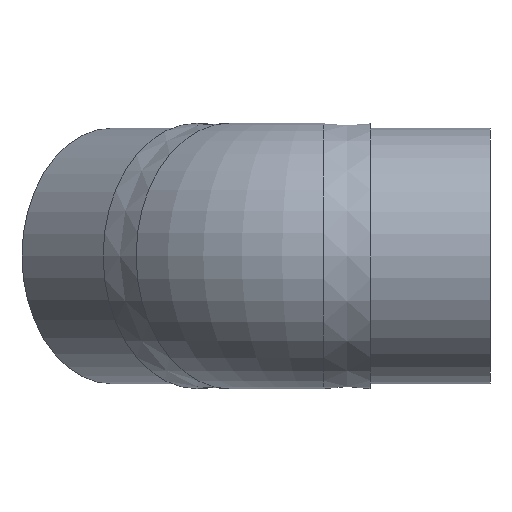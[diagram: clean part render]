
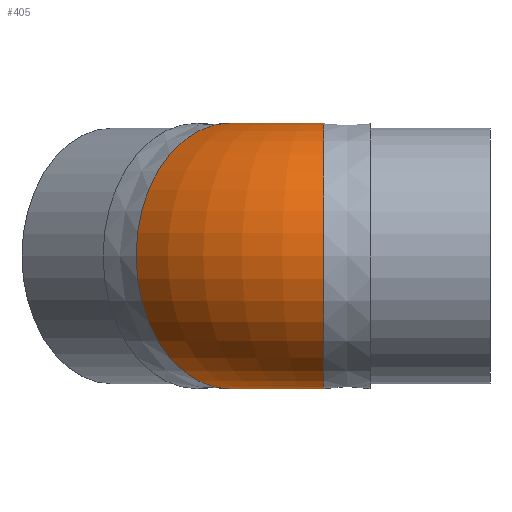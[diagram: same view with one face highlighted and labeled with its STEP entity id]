
A CAD part, left-side view. The second image highlights one B-rep face of the part: STEP entity #405.
In plain terms, the highlighted toroidal (fillet/blend) face has major radius 207.592 mm and minor radius 207.5 mm.
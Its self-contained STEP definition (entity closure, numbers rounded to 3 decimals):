
#354=CARTESIAN_POINT('',(207.5,-85.988,0.));
#355=VERTEX_POINT('',#354);
#356=CARTESIAN_POINT('',(-207.5,-85.988,0.));
#357=VERTEX_POINT('',#356);
#358=CARTESIAN_POINT('',(0.,-85.988,0.));
#359=DIRECTION('',(0.,1.,0.));
#360=DIRECTION('',(1.,0.,0.));
#361=AXIS2_PLACEMENT_3D('',#358,#359,#360);
#362=CIRCLE('',#361,207.5);
#363=EDGE_CURVE('',#355,#357,#362,.T.);
#365=EDGE_CURVE('',#357,#355,#362,.T.);
#375=CARTESIAN_POINT('',(207.527,-85.922,0.));
#376=VERTEX_POINT('',#375);
#377=CARTESIAN_POINT('',(-85.922,207.527,0.));
#378=VERTEX_POINT('',#377);
#379=CARTESIAN_POINT('',(60.802,60.802,0.));
#380=DIRECTION('',(-0.707,-0.707,0.));
#381=DIRECTION('',(0.707,-0.707,0.));
#382=AXIS2_PLACEMENT_3D('',#379,#380,#381);
#383=CIRCLE('',#382,207.5);
#384=EDGE_CURVE('',#376,#378,#383,.T.);
#385=ORIENTED_EDGE('',*,*,#384,.T.);
#386=CARTESIAN_POINT('',(207.592,-85.988,0.));
#387=DIRECTION('',(0.,0.,-1.));
#388=DIRECTION('',(-1.,0.,0.));
#389=AXIS2_PLACEMENT_3D('',#386,#387,#388);
#390=CIRCLE('',#389,415.092);
#391=EDGE_CURVE('',#357,#378,#390,.T.);
#392=ORIENTED_EDGE('',*,*,#391,.F.);
#393=ORIENTED_EDGE('',*,*,#365,.T.);
#394=ORIENTED_EDGE('',*,*,#363,.T.);
#395=ORIENTED_EDGE('',*,*,#391,.T.);
#396=EDGE_CURVE('',#378,#376,#383,.T.);
#397=ORIENTED_EDGE('',*,*,#396,.T.);
#398=EDGE_LOOP('',(#385,#392,#393,#394,#395,#397));
#399=FACE_OUTER_BOUND('',#398,.T.);
#400=CARTESIAN_POINT('',(207.592,-85.988,0.));
#401=DIRECTION('',(0.,0.,-1.));
#402=DIRECTION('',(-1.,0.,0.));
#403=AXIS2_PLACEMENT_3D('',#400,#401,#402);
#404=TOROIDAL_SURFACE('',#403,207.592,207.5);
#405=ADVANCED_FACE('',(#399),#404,.T.);
